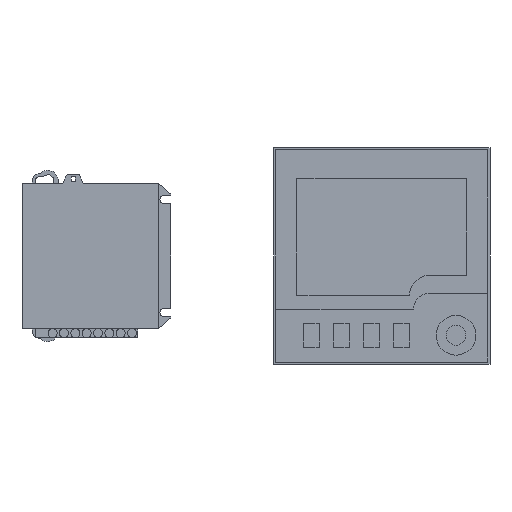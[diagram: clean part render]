
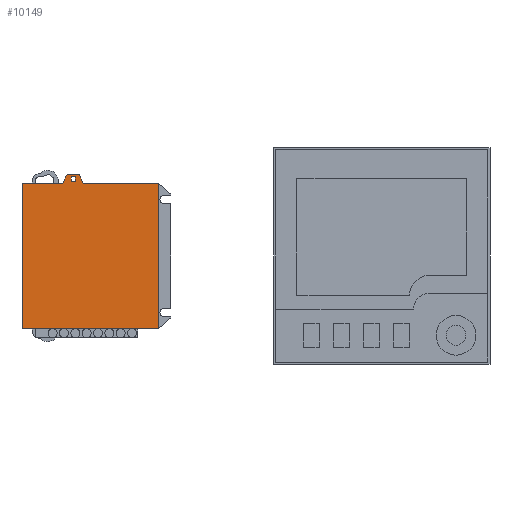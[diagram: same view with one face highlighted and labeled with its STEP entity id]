
A CAD part, front view. The second image highlights one B-rep face of the part: STEP entity #10149.
In plain terms, the highlighted planar face has unit normal (0, -1, 0).
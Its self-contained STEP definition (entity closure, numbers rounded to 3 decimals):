
#5323=CARTESIAN_POINT('POINT365',(31.432,-89.,-48.5));
#5324=VERTEX_POINT('VERTEX365',#5323);
#5625=CARTESIAN_POINT('POINT381',(-36.568,-89.,-48.5));
#5626=VERTEX_POINT('VERTEX381',#5625);
#7437=CARTESIAN_POINT('POS810',(0.,-89.,-48.5));
#7438=DIRECTION('DIR1139',(-1.,0.,0.));
#7439=VECTOR('VEC481',#7438,1.);
#7440=LINE('STRAIGHT481',#7437,#7439);
#7441=EDGE_CURVE('EDGE743',#5324,#5626,#7440,.T.);
#7471=CARTESIAN_POINT('POINT520',(-45.568,-89.,-48.5));
#7472=VERTEX_POINT('VERTEX520',#7471);
#7473=EDGE_CURVE('EDGE744',#5626,#7472,#7440,.T.);
#7496=CARTESIAN_POINT('POINT521',(45.568,-89.,-48.5));
#7497=VERTEX_POINT('VERTEX521',#7496);
#7504=EDGE_CURVE('EDGE747',#7497,#5324,#7440,.T.);
#7592=CARTESIAN_POINT('POINT524',(-12.96,-89.,52.58));
#7593=VERTEX_POINT('VERTEX524',#7592);
#7600=CARTESIAN_POINT('POINT525',(-12.96,-89.,49.86));
#7601=VERTEX_POINT('VERTEX525',#7600);
#7602=CARTESIAN_POINT('POS817',(-12.96,-89.,25.61));
#7603=DIRECTION('DIR1148',(0.,0.,1.));
#7604=VECTOR('VEC486',#7603,1.);
#7605=LINE('STRAIGHT486',#7602,#7604);
#7606=EDGE_CURVE('EDGE750',#7601,#7593,#7605,.T.);
#7630=CARTESIAN_POINT('POINT527',(-10.24,-89.,52.58));
#7631=VERTEX_POINT('VERTEX527',#7630);
#7638=CARTESIAN_POINT('POS822',(-5.8,-89.,52.58));
#7639=DIRECTION('DIR1154',(1.,0.,0.));
#7640=VECTOR('VEC490',#7639,1.);
#7641=LINE('STRAIGHT490',#7638,#7640);
#7642=EDGE_CURVE('EDGE754',#7593,#7631,#7641,.T.);
#7661=CARTESIAN_POINT('POINT529',(-10.24,-89.,49.86));
#7662=VERTEX_POINT('VERTEX529',#7661);
#7669=CARTESIAN_POINT('POS826',(-10.24,-89.,25.61));
#7670=DIRECTION('DIR1159',(0.,0.,-1.));
#7671=VECTOR('VEC493',#7670,1.);
#7672=LINE('STRAIGHT493',#7669,#7671);
#7673=EDGE_CURVE('EDGE757',#7631,#7662,#7672,.T.);
#7691=CARTESIAN_POINT('POS829',(-5.8,-89.,49.86));
#7692=DIRECTION('DIR1163',(-1.,0.,0.));
#7693=VECTOR('VEC495',#7692,1.);
#7694=LINE('STRAIGHT495',#7691,#7693);
#7695=EDGE_CURVE('EDGE759',#7662,#7601,#7694,.T.);
#7706=CARTESIAN_POINT('POINT530',(-15.6,-89.,53.94));
#7707=VERTEX_POINT('VERTEX530',#7706);
#7708=CARTESIAN_POINT('POINT531',(-7.6,-89.,53.94));
#7709=VERTEX_POINT('VERTEX531',#7708);
#7710=CARTESIAN_POINT('POS831',(-7.6,-89.,53.94));
#7711=DIRECTION('DIR1166',(1.,0.,0.));
#7712=VECTOR('VEC496',#7711,1.);
#7713=LINE('STRAIGHT496',#7710,#7712);
#7714=EDGE_CURVE('EDGE760',#7707,#7709,#7713,.T.);
#9975=CARTESIAN_POINT('POINT639',(-45.568,-89.,48.5));
#9976=VERTEX_POINT('VERTEX639',#9975);
#9977=CARTESIAN_POINT('POS1076',(-45.568,-89.,0.));
#9978=DIRECTION('DIR1511',(0.,0.,-1.));
#9979=VECTOR('VEC641',#9978,1.);
#9980=LINE('STRAIGHT641',#9977,#9979);
#9981=EDGE_CURVE('EDGE969',#9976,#7472,#9980,.T.);
#10080=CARTESIAN_POINT('POINT646',(45.568,-89.,48.5));
#10081=VERTEX_POINT('VERTEX646',#10080);
#10082=CARTESIAN_POINT('POS1088',(45.568,-89.,0.));
#10083=DIRECTION('DIR1528',(0.,0.,-1.));
#10084=VECTOR('VEC648',#10083,1.);
#10085=LINE('STRAIGHT648',#10082,#10084);
#10086=EDGE_CURVE('EDGE980',#10081,#7497,#10085,.T.);
#10106=ORIENTED_EDGE('COEDGE1834',*,*,#7695,.T.);
#10107=ORIENTED_EDGE('COEDGE1835',*,*,#7606,.T.);
#10108=ORIENTED_EDGE('COEDGE1836',*,*,#7642,.T.);
#10109=ORIENTED_EDGE('COEDGE1837',*,*,#7673,.T.);
#10110=EDGE_LOOP('NONE',(#10106,#10107,#10108,#10109));
#10111=FACE_BOUND('LOOP1',#10110,.T.);
#10112=ORIENTED_EDGE('COEDGE1838',*,*,#9981,.T.);
#10113=ORIENTED_EDGE('COEDGE1839',*,*,#7473,.F.);
#10114=ORIENTED_EDGE('COEDGE1840',*,*,#7441,.F.);
#10115=ORIENTED_EDGE('COEDGE1841',*,*,#7504,.F.);
#10116=ORIENTED_EDGE('COEDGE1842',*,*,#10086,.F.);
#10117=CARTESIAN_POINT('POINT647',(-4.8,-89.,48.5));
#10118=VERTEX_POINT('VERTEX647',#10117);
#10119=CARTESIAN_POINT('POS1091',(0.,-89.,48.5));
#10120=DIRECTION('DIR1532',(1.,0.,0.));
#10121=VECTOR('VEC650',#10120,1.);
#10122=LINE('STRAIGHT650',#10119,#10121);
#10123=EDGE_CURVE('EDGE982',#10118,#10081,#10122,.T.);
#10124=ORIENTED_EDGE('COEDGE1843',*,*,#10123,.F.);
#10125=CARTESIAN_POINT('POS1092',(-4.8,-89.,48.5));
#10126=DIRECTION('DIR1533',(0.458,0.,
   -0.889));
#10127=VECTOR('VEC651',#10126,1.);
#10128=LINE('STRAIGHT651',#10125,#10127);
#10129=EDGE_CURVE('EDGE983',#7709,#10118,#10128,.T.);
#10130=ORIENTED_EDGE('COEDGE1844',*,*,#10129,.F.);
#10131=ORIENTED_EDGE('COEDGE1845',*,*,#7714,.F.);
#10132=CARTESIAN_POINT('POINT648',(-18.4,-89.,48.5));
#10133=VERTEX_POINT('VERTEX648',#10132);
#10134=CARTESIAN_POINT('POS1093',(-15.6,-89.,53.94));
#10135=DIRECTION('DIR1534',(0.458,0.,
   0.889));
#10136=VECTOR('VEC652',#10135,1.);
#10137=LINE('STRAIGHT652',#10134,#10136);
#10138=EDGE_CURVE('EDGE984',#10133,#7707,#10137,.T.);
#10139=ORIENTED_EDGE('COEDGE1846',*,*,#10138,.F.);
#10140=EDGE_CURVE('EDGE985',#9976,#10133,#10122,.T.);
#10141=ORIENTED_EDGE('COEDGE1847',*,*,#10140,.F.);
#10142=EDGE_LOOP('NONE',(#10112,#10113,#10114,#10115,#10116,#10124,
   #10130,#10131,#10139,#10141));
#10143=FACE_BOUND('LOOP1',#10142,.T.);
#10144=CARTESIAN_POINT('POS1094',(0.,-89.,0.));
#10145=DIRECTION('DIR1535',(0.,1.,0.));
#10146=DIRECTION('DIR1536',(1.,0.,0.));
#10147=AXIS2_PLACEMENT_3D('AXIS442',#10144,#10145,#10146);
#10148=PLANE('PLANE238',#10147);
#10149=ADVANCED_FACE('FACE381',(#10111,#10143),#10148,.F.);
